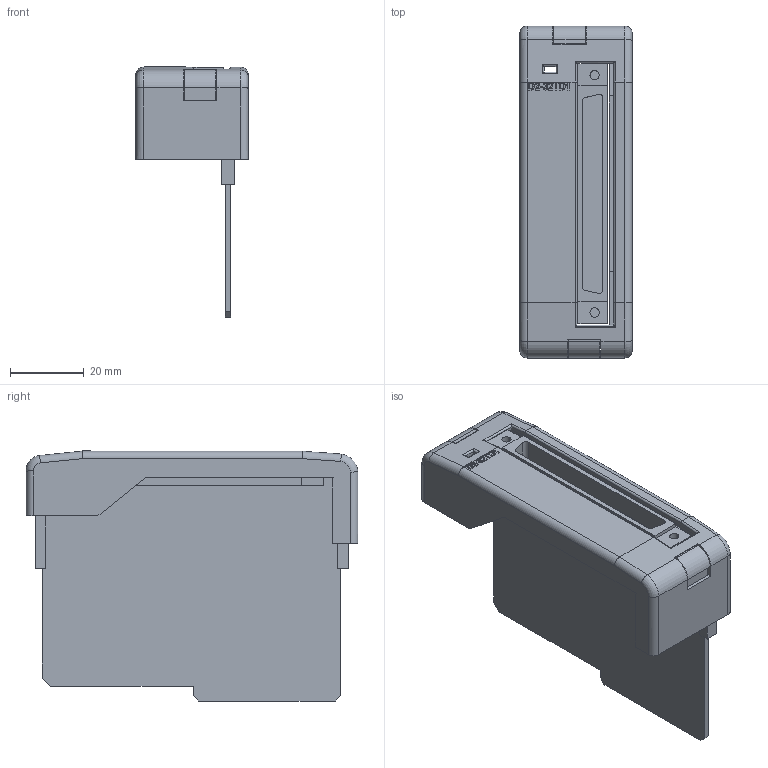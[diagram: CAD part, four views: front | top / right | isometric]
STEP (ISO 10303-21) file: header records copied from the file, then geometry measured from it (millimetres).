
FILE_DESCRIPTION (( 'STEP AP214' ), '1' );
FILE_NAME ('D2-32TD1.STEP', '2011-04-07T11:32:06', ( ' ' ), ( ' ' ), 'SwSTEP 2.0', 'SolidWorks 2009', '' );
FILE_SCHEMA (( 'AUTOMOTIVE_DESIGN' ));
Length unit declared in the file: millimetre
Products named in the file (1): D2-32TD1
Bounding box: 30.5 x 90 x 67.85 mm (x, y, z)
Volume: 20870.2 mm3; surface area: 29166.1 mm2
Topology: 5 solids, 5 shells, 319 faces, 880 edges, 576 vertices
Faces by surface type: plane 192, cylinder 63, bspline 54, torus 10
Entity records: 15938 total; most frequent: CARTESIAN_POINT 4634, ORIENTED_EDGE 1760, DIRECTION 1343, EDGE_CURVE 880, VECTOR 637, LINE 637, VERTEX_POINT 576, AXIS2_PLACEMENT_3D 353
